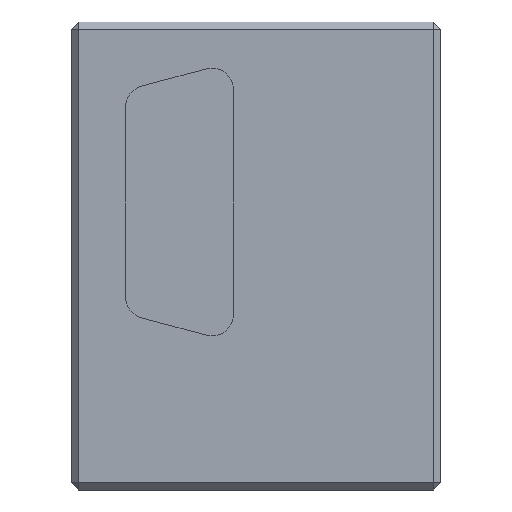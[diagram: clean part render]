
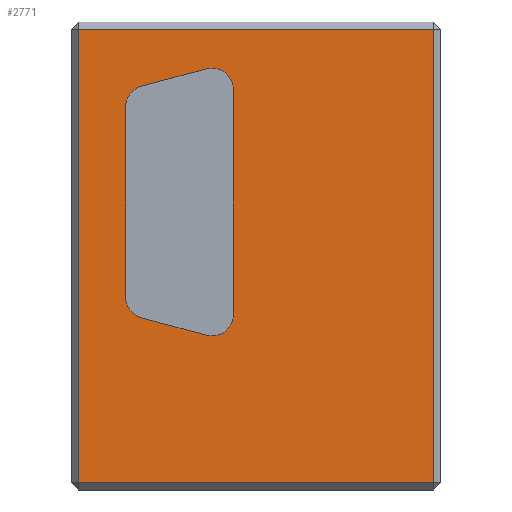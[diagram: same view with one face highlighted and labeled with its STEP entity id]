
A CAD part, front view. The second image highlights one B-rep face of the part: STEP entity #2771.
In plain terms, the highlighted planar face has unit normal (0, -1, 0).
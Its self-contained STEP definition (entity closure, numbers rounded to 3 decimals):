
#41=FACE_BOUND('',#235,.T.);
#49=CIRCLE('',#2964,3.);
#50=CIRCLE('',#2965,3.);
#51=CIRCLE('',#2966,3.);
#52=CIRCLE('',#2967,3.);
#75=FACE_OUTER_BOUND('',#234,.T.);
#234=EDGE_LOOP('',(#1906,#1907,#1908,#1909));
#235=EDGE_LOOP('',(#1910,#1911,#1912,#1913,#1914,#1915,#1916,#1917));
#426=LINE('',#3955,#815);
#434=LINE('',#3971,#823);
#436=LINE('',#3974,#825);
#438=LINE('',#3977,#827);
#442=LINE('',#3988,#831);
#443=LINE('',#3992,#832);
#444=LINE('',#3996,#833);
#445=LINE('',#3999,#834);
#815=VECTOR('',#3200,10.);
#823=VECTOR('',#3214,10.);
#825=VECTOR('',#3218,10.);
#827=VECTOR('',#3222,10.);
#831=VECTOR('',#3234,10.);
#832=VECTOR('',#3237,10.);
#833=VECTOR('',#3240,10.);
#834=VECTOR('',#3243,10.);
#1184=VERTEX_POINT('',#3917);
#1189=VERTEX_POINT('',#3930);
#1194=VERTEX_POINT('',#3943);
#1199=VERTEX_POINT('',#3959);
#1203=VERTEX_POINT('',#3984);
#1204=VERTEX_POINT('',#3985);
#1205=VERTEX_POINT('',#3987);
#1206=VERTEX_POINT('',#3989);
#1207=VERTEX_POINT('',#3991);
#1208=VERTEX_POINT('',#3993);
#1209=VERTEX_POINT('',#3995);
#1210=VERTEX_POINT('',#3997);
#1462=EDGE_CURVE('',#1184,#1194,#426,.T.);
#1470=EDGE_CURVE('',#1194,#1199,#434,.T.);
#1472=EDGE_CURVE('',#1199,#1189,#436,.T.);
#1474=EDGE_CURVE('',#1189,#1184,#438,.T.);
#1478=EDGE_CURVE('',#1203,#1204,#49,.T.);
#1479=EDGE_CURVE('',#1204,#1205,#442,.T.);
#1480=EDGE_CURVE('',#1205,#1206,#50,.T.);
#1481=EDGE_CURVE('',#1206,#1207,#443,.T.);
#1482=EDGE_CURVE('',#1207,#1208,#51,.T.);
#1483=EDGE_CURVE('',#1208,#1209,#444,.T.);
#1484=EDGE_CURVE('',#1209,#1210,#52,.T.);
#1485=EDGE_CURVE('',#1210,#1203,#445,.T.);
#1906=ORIENTED_EDGE('',*,*,#1462,.F.);
#1907=ORIENTED_EDGE('',*,*,#1474,.F.);
#1908=ORIENTED_EDGE('',*,*,#1472,.F.);
#1909=ORIENTED_EDGE('',*,*,#1470,.F.);
#1910=ORIENTED_EDGE('',*,*,#1478,.T.);
#1911=ORIENTED_EDGE('',*,*,#1479,.T.);
#1912=ORIENTED_EDGE('',*,*,#1480,.T.);
#1913=ORIENTED_EDGE('',*,*,#1481,.T.);
#1914=ORIENTED_EDGE('',*,*,#1482,.T.);
#1915=ORIENTED_EDGE('',*,*,#1483,.T.);
#1916=ORIENTED_EDGE('',*,*,#1484,.T.);
#1917=ORIENTED_EDGE('',*,*,#1485,.T.);
#2618=PLANE('',#2963);
#2771=ADVANCED_FACE('',(#75,#41),#2618,.T.);
#2963=AXIS2_PLACEMENT_3D('',#3983,#3230,#3231);
#2964=AXIS2_PLACEMENT_3D('',#3986,#3232,#3233);
#2965=AXIS2_PLACEMENT_3D('',#3990,#3235,#3236);
#2966=AXIS2_PLACEMENT_3D('',#3994,#3238,#3239);
#2967=AXIS2_PLACEMENT_3D('',#3998,#3241,#3242);
#3200=DIRECTION('',(0.,0.,-1.));
#3214=DIRECTION('',(-1.,0.,0.));
#3218=DIRECTION('',(0.,0.,1.));
#3222=DIRECTION('',(1.,0.,0.));
#3230=DIRECTION('center_axis',(0.,-1.,0.));
#3231=DIRECTION('ref_axis',(0.,0.,-1.));
#3232=DIRECTION('center_axis',(0.,1.,0.));
#3233=DIRECTION('ref_axis',(0.609,0.,0.793));
#3234=DIRECTION('',(0.,0.,-1.));
#3235=DIRECTION('center_axis',(0.,1.,0.));
#3236=DIRECTION('ref_axis',(0.609,0.,-0.793));
#3237=DIRECTION('',(-0.966,0.,0.258));
#3238=DIRECTION('center_axis',(0.,1.,0.));
#3239=DIRECTION('ref_axis',(-0.793,0.,-0.609));
#3240=DIRECTION('',(0.,0.,1.));
#3241=DIRECTION('center_axis',(0.,1.,0.));
#3242=DIRECTION('ref_axis',(-0.793,0.,0.609));
#3243=DIRECTION('',(0.966,0.,0.258));
#3917=CARTESIAN_POINT('',(24.625,-4.3,31.5));
#3930=CARTESIAN_POINT('',(-24.625,-4.3,31.5));
#3943=CARTESIAN_POINT('',(24.625,-4.3,-31.5));
#3955=CARTESIAN_POINT('',(24.625,-4.3,-16.25));
#3959=CARTESIAN_POINT('',(-24.625,-4.3,-31.5));
#3971=CARTESIAN_POINT('',(-12.813,-4.3,-31.5));
#3974=CARTESIAN_POINT('',(-24.625,-4.3,16.25));
#3977=CARTESIAN_POINT('',(12.813,-4.3,31.5));
#3983=CARTESIAN_POINT('Origin',(0.,-4.3,0.));
#3984=CARTESIAN_POINT('',(-6.898,-4.3,25.994));
#3985=CARTESIAN_POINT('',(-3.125,-4.3,23.095));
#3986=CARTESIAN_POINT('Origin',(-6.125,-4.3,23.095));
#3987=CARTESIAN_POINT('',(-3.125,-4.3,-8.095));
#3988=CARTESIAN_POINT('',(-3.125,-4.3,-6.));
#3989=CARTESIAN_POINT('',(-6.898,-4.3,-10.994));
#3990=CARTESIAN_POINT('Origin',(-6.125,-4.3,-8.095));
#3991=CARTESIAN_POINT('',(-15.898,-4.3,-8.594));
#3992=CARTESIAN_POINT('',(-10.66,-4.3,-9.991));
#3993=CARTESIAN_POINT('',(-18.125,-4.3,-5.695));
#3994=CARTESIAN_POINT('Origin',(-15.125,-4.3,-5.695));
#3995=CARTESIAN_POINT('',(-18.125,-4.3,20.695));
#3996=CARTESIAN_POINT('',(-18.125,-4.3,11.5));
#3997=CARTESIAN_POINT('',(-15.898,-4.3,23.594));
#3998=CARTESIAN_POINT('Origin',(-15.125,-4.3,20.695));
#3999=CARTESIAN_POINT('',(-5.027,-4.3,26.493));
